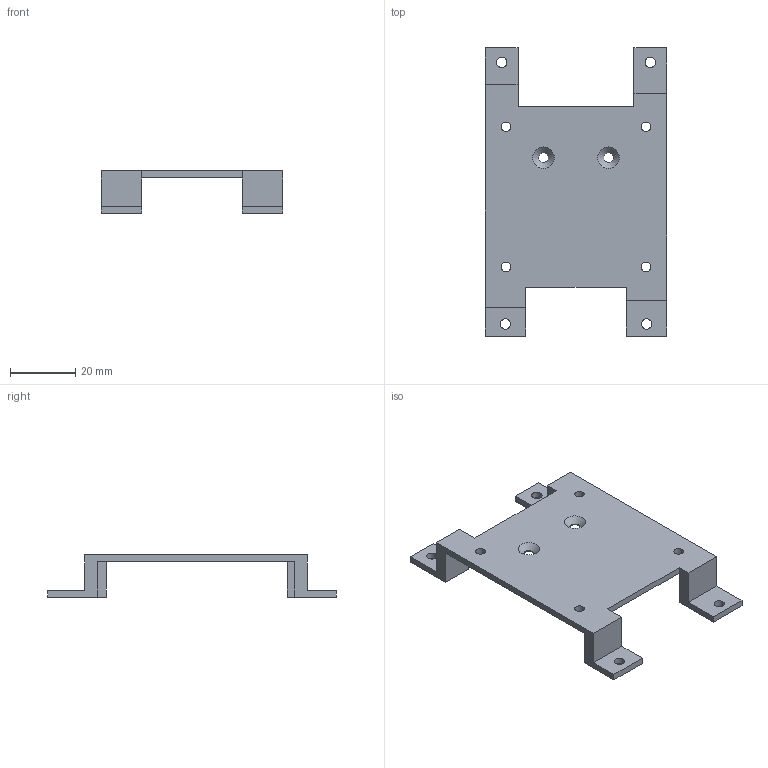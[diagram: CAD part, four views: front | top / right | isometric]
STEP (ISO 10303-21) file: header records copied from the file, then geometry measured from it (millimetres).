
FILE_DESCRIPTION(/* description */ (''),/* implementation_level */ '2;1');
FILE_NAME(/* name */ 'LiDAR Holder.step',/* time_stamp */ '2025-08-28T15:51:15+07:00',/* author */ (''),/* organization */ (''),/* preprocessor_version */ 'ST-DEVELOPER v20.1',/* originating_system */ 'Autodesk Translation Framework v14.10.0.0',/* authorisation */ '');
FILE_SCHEMA (('AUTOMOTIVE_DESIGN { 1 0 10303 214 3 1 1 }'));
Length unit declared in the file: millimetre
Products named in the file (1): Top floor
Bounding box: 55.6 x 88.54 x 13 mm (x, y, z)
Volume: 9408.4 mm3; surface area: 9710.1 mm2
Topology: 1 solids, 1 shells, 42 faces, 116 edges, 76 vertices
Faces by surface type: plane 30, cylinder 10, cone 2
Full cylindrical faces by diameter (mm): 2.9 x4, 3 x2, 3.2 x4
Entity records: 1392 total; most frequent: CARTESIAN_POINT 235, ORIENTED_EDGE 232, DIRECTION 224, EDGE_CURVE 116, LINE 94, VECTOR 94, VERTEX_POINT 76, AXIS2_PLACEMENT_3D 65
